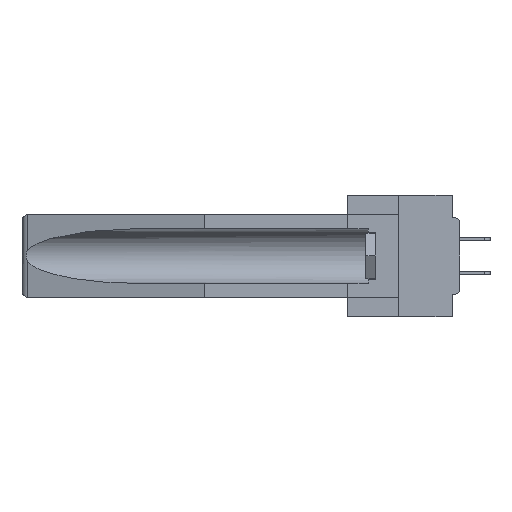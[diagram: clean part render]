
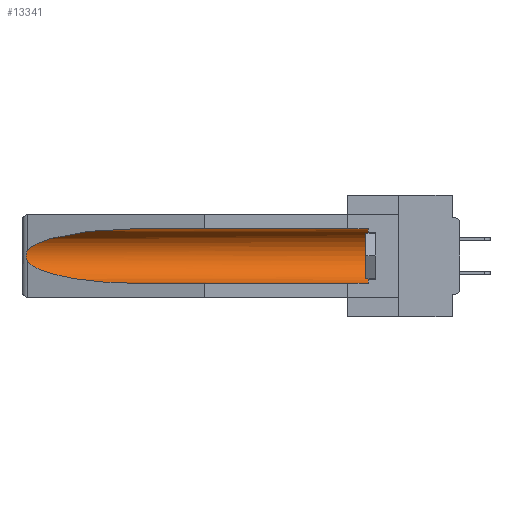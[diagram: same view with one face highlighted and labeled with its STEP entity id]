
A CAD part, left-side view. The second image highlights one B-rep face of the part: STEP entity #13341.
In plain terms, the highlighted cylindrical face has radius 2.857 mm (diameter 5.715 mm), a partial arc.
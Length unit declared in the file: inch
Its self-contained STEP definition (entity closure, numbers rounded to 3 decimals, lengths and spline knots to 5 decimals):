
#2023 = CYLINDRICAL_SURFACE ( 'NONE', #8870, 0.1125 ) ;
#2545 = VECTOR ( 'NONE', #42545, 39.37008 ) ;
#5516 =( BOUNDED_CURVE ( )  B_SPLINE_CURVE ( 3, ( #13565, #40600, #8303, #26413 ),
 .UNSPECIFIED., .F., .F. ) 
 B_SPLINE_CURVE_WITH_KNOTS ( ( 4, 4 ),
 ( 0.1948, 1.5708 ),
 .UNSPECIFIED. ) 
 CURVE ( )  GEOMETRIC_REPRESENTATION_ITEM ( )  RATIONAL_B_SPLINE_CURVE ( ( 1., 0.848, 0.848, 1. ) ) 
 REPRESENTATION_ITEM ( '' )  );
#5790 = EDGE_CURVE ( 'NONE', #34151, #25286, #22215, .T. ) ;
#6416 = ORIENTED_EDGE ( 'NONE', *, *, #32666, .T. ) ;
#6743 = ORIENTED_EDGE ( 'NONE', *, *, #13911, .T. ) ;
#8303 = CARTESIAN_POINT ( 'NONE',  ( 0.21114, 1.30732, -0.284 ) ) ;
#8870 = AXIS2_PLACEMENT_3D ( 'NONE', #10268, #10584, #14112 ) ;
#9163 = ORIENTED_EDGE ( 'NONE', *, *, #43507, .F. ) ;
#9619 = CARTESIAN_POINT ( 'NONE',  ( 0.26537, 1.52718, -0.14972 ) ) ;
#9809 = AXIS2_PLACEMENT_3D ( 'NONE', #37663, #40432, #22846 ) ;
#10268 = CARTESIAN_POINT ( 'NONE',  ( 0.155, -0.30754, -0.1715 ) ) ;
#10584 = DIRECTION ( 'NONE',  ( 0., 1., 0. ) ) ;
#11506 = CARTESIAN_POINT ( 'NONE',  ( 0.26537, 1.52718, -0.19328 ) ) ;
#12781 = CARTESIAN_POINT ( 'NONE',  ( 0.26597, 1.5296, -0.19026 ) ) ;
#13091 = ORIENTED_EDGE ( 'NONE', *, *, #28050, .T. ) ;
#13341 = ADVANCED_FACE ( 'NONE', ( #45230 ), #2023, .F. ) ;
#13565 = CARTESIAN_POINT ( 'NONE',  ( 0.26537, 1.52718, -0.19328 ) ) ;
#13911 = EDGE_CURVE ( 'NONE', #25286, #29263, #21440, .T. ) ;
#14112 = DIRECTION ( 'NONE',  ( 0., 0., 1. ) ) ;
#14809 = EDGE_LOOP ( 'NONE', ( #13091, #37467, #6416, #9163, #24016, #6743 ) ) ;
#15161 = B_SPLINE_CURVE_WITH_KNOTS ( 'NONE', 3,
 ( #9619, #37925, #30649, #33286, #23931, #19740, #23328, #23767, #12781, #16675 ),
 .UNSPECIFIED., .F., .F.,
 ( 4, 2, 2, 2, 4 ),
 ( 0., 0.00029, 0.00058, 0.00087, 0.00117 ),
 .UNSPECIFIED. ) ;
#15567 = CARTESIAN_POINT ( 'NONE',  ( 0.155, 1.07973, -0.059 ) ) ;
#16675 = CARTESIAN_POINT ( 'NONE',  ( 0.26537, 1.52718, -0.19328 ) ) ;
#18431 = CARTESIAN_POINT ( 'NONE',  ( 0.155, 1.07973, -0.059 ) ) ;
#19740 = CARTESIAN_POINT ( 'NONE',  ( 0.2675, 1.53308, -0.17534 ) ) ;
#21331 = CARTESIAN_POINT ( 'NONE',  ( 0.155, 0.126, -0.284 ) ) ;
#21440 = LINE ( 'NONE', #38563, #2545 ) ;
#21904 = CARTESIAN_POINT ( 'NONE',  ( 0.155, -0.30754, -0.284 ) ) ;
#22215 = CIRCLE ( 'NONE', #9809, 0.1125 ) ;
#22846 = DIRECTION ( 'NONE',  ( 0., 0., 1. ) ) ;
#23328 = CARTESIAN_POINT ( 'NONE',  ( 0.2673, 1.53269, -0.17917 ) ) ;
#23399 =( BOUNDED_CURVE ( )  B_SPLINE_CURVE ( 3, ( #18431, #24900, #36044, #35902 ),
 .UNSPECIFIED., .F., .F. ) 
 B_SPLINE_CURVE_WITH_KNOTS ( ( 4, 4 ),
 ( 4.71239, 6.08839 ),
 .UNSPECIFIED. ) 
 CURVE ( )  GEOMETRIC_REPRESENTATION_ITEM ( )  RATIONAL_B_SPLINE_CURVE ( ( 1., 0.848, 0.848, 1. ) ) 
 REPRESENTATION_ITEM ( '' )  );
#23578 = LINE ( 'NONE', #21904, #24161 ) ;
#23767 = CARTESIAN_POINT ( 'NONE',  ( 0.26655, 1.53094, -0.18657 ) ) ;
#23931 = CARTESIAN_POINT ( 'NONE',  ( 0.2675, 1.53308, -0.16763 ) ) ;
#24016 = ORIENTED_EDGE ( 'NONE', *, *, #5790, .T. ) ;
#24161 = VECTOR ( 'NONE', #32581, 39.37008 ) ;
#24900 = CARTESIAN_POINT ( 'NONE',  ( 0.21114, 1.30732, -0.059 ) ) ;
#25286 = VERTEX_POINT ( 'NONE', #32903 ) ;
#26413 = CARTESIAN_POINT ( 'NONE',  ( 0.155, 1.07973, -0.284 ) ) ;
#26647 = VERTEX_POINT ( 'NONE', #11506 ) ;
#28050 = EDGE_CURVE ( 'NONE', #29263, #29198, #23399, .T. ) ;
#29198 = VERTEX_POINT ( 'NONE', #35843 ) ;
#29263 = VERTEX_POINT ( 'NONE', #15567 ) ;
#30649 = CARTESIAN_POINT ( 'NONE',  ( 0.26654, 1.53092, -0.15636 ) ) ;
#32581 = DIRECTION ( 'NONE',  ( 0., 1., 0. ) ) ;
#32666 = EDGE_CURVE ( 'NONE', #26647, #44798, #5516, .T. ) ;
#32903 = CARTESIAN_POINT ( 'NONE',  ( 0.155, 0.126, -0.059 ) ) ;
#32994 = EDGE_CURVE ( 'NONE', #29198, #26647, #15161, .T. ) ;
#33286 = CARTESIAN_POINT ( 'NONE',  ( 0.2673, 1.5327, -0.16383 ) ) ;
#34151 = VERTEX_POINT ( 'NONE', #21331 ) ;
#35843 = CARTESIAN_POINT ( 'NONE',  ( 0.26537, 1.52718, -0.14972 ) ) ;
#35902 = CARTESIAN_POINT ( 'NONE',  ( 0.26537, 1.52718, -0.14972 ) ) ;
#36044 = CARTESIAN_POINT ( 'NONE',  ( 0.25451, 1.48313, -0.09465 ) ) ;
#36876 = CARTESIAN_POINT ( 'NONE',  ( 0.155, 1.07973, -0.284 ) ) ;
#37467 = ORIENTED_EDGE ( 'NONE', *, *, #32994, .T. ) ;
#37663 = CARTESIAN_POINT ( 'NONE',  ( 0.155, 0.126, -0.1715 ) ) ;
#37925 = CARTESIAN_POINT ( 'NONE',  ( 0.26597, 1.52961, -0.15275 ) ) ;
#38563 = CARTESIAN_POINT ( 'NONE',  ( 0.155, -0.30754, -0.059 ) ) ;
#40432 = DIRECTION ( 'NONE',  ( 0., -1., 0. ) ) ;
#40600 = CARTESIAN_POINT ( 'NONE',  ( 0.25451, 1.48313, -0.24835 ) ) ;
#42545 = DIRECTION ( 'NONE',  ( 0., 1., 0. ) ) ;
#43507 = EDGE_CURVE ( 'NONE', #34151, #44798, #23578, .T. ) ;
#44798 = VERTEX_POINT ( 'NONE', #36876 ) ;
#45230 = FACE_OUTER_BOUND ( 'NONE', #14809, .T. ) ;
